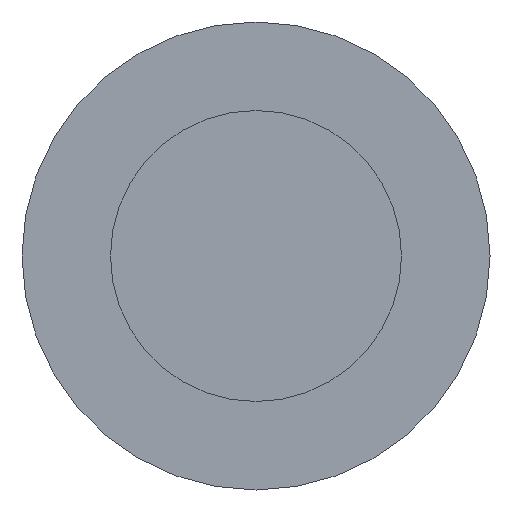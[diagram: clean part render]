
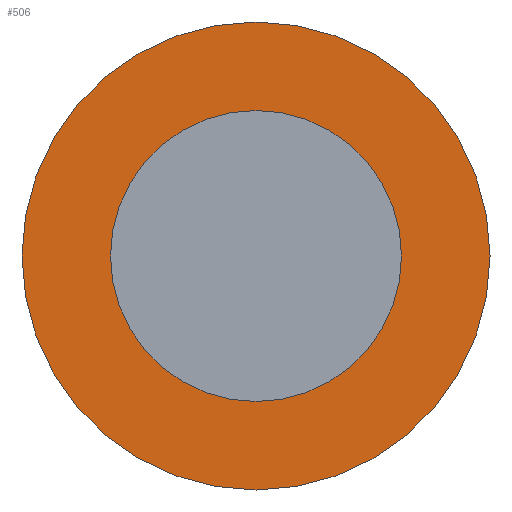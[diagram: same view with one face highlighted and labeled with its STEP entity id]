
A CAD part, front view. The second image highlights one B-rep face of the part: STEP entity #506.
In plain terms, the highlighted planar face has unit normal (0, -1, 0).
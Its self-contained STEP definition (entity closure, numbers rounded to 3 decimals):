
#2 = CARTESIAN_POINT ( 'NONE',  ( 0., 120., 0. ) ) ;
#7 = AXIS2_PLACEMENT_3D ( 'NONE', #2, #350, #142 ) ;
#48 = FACE_OUTER_BOUND ( 'NONE', #478, .T. ) ;
#70 = EDGE_CURVE ( 'NONE', #768, #722, #649, .T. ) ;
#76 = EDGE_LOOP ( 'NONE', ( #817, #349 ) ) ;
#111 = DIRECTION ( 'NONE',  ( 0., 0., 1. ) ) ;
#123 = CIRCLE ( 'NONE', #443, 160. ) ;
#142 = DIRECTION ( 'NONE',  ( 0., 0., 1. ) ) ;
#148 = CARTESIAN_POINT ( 'NONE',  ( 0., 120., -160. ) ) ;
#229 = ORIENTED_EDGE ( 'NONE', *, *, #921, .F. ) ;
#247 = CARTESIAN_POINT ( 'NONE',  ( 0., 120., 0. ) ) ;
#261 = FACE_BOUND ( 'NONE', #76, .T. ) ;
#266 = DIRECTION ( 'NONE',  ( 0., 1., 0. ) ) ;
#275 = CARTESIAN_POINT ( 'NONE',  ( 0., 120., -99.5 ) ) ;
#284 = DIRECTION ( 'NONE',  ( 0., 0., 1. ) ) ;
#324 = AXIS2_PLACEMENT_3D ( 'NONE', #247, #824, #454 ) ;
#333 = ORIENTED_EDGE ( 'NONE', *, *, #659, .F. ) ;
#339 = CARTESIAN_POINT ( 'NONE',  ( 0., 120., 99.5 ) ) ;
#349 = ORIENTED_EDGE ( 'NONE', *, *, #70, .T. ) ;
#350 = DIRECTION ( 'NONE',  ( 0., 1., 0. ) ) ;
#352 = DIRECTION ( 'NONE',  ( 0., 1., 0. ) ) ;
#417 = DIRECTION ( 'NONE',  ( 0., 0., 1. ) ) ;
#443 = AXIS2_PLACEMENT_3D ( 'NONE', #813, #902, #111 ) ;
#454 = DIRECTION ( 'NONE',  ( 0., 0., 1. ) ) ;
#478 = EDGE_LOOP ( 'NONE', ( #229, #333 ) ) ;
#506 = ADVANCED_FACE ( 'NONE', ( #261, #48 ), #919, .F. ) ;
#536 = CARTESIAN_POINT ( 'NONE',  ( 0., 120., 160. ) ) ;
#616 = VERTEX_POINT ( 'NONE', #536 ) ;
#621 = AXIS2_PLACEMENT_3D ( 'NONE', #729, #352, #284 ) ;
#635 = AXIS2_PLACEMENT_3D ( 'NONE', #840, #266, #417 ) ;
#649 = CIRCLE ( 'NONE', #324, 99.5 ) ;
#659 = EDGE_CURVE ( 'NONE', #616, #892, #123, .T. ) ;
#722 = VERTEX_POINT ( 'NONE', #275 ) ;
#729 = CARTESIAN_POINT ( 'NONE',  ( 0., 120., 0. ) ) ;
#746 = CIRCLE ( 'NONE', #7, 99.5 ) ;
#768 = VERTEX_POINT ( 'NONE', #339 ) ;
#790 = CIRCLE ( 'NONE', #621, 160. ) ;
#813 = CARTESIAN_POINT ( 'NONE',  ( 0., 120., 0. ) ) ;
#817 = ORIENTED_EDGE ( 'NONE', *, *, #893, .T. ) ;
#824 = DIRECTION ( 'NONE',  ( 0., 1., 0. ) ) ;
#840 = CARTESIAN_POINT ( 'NONE',  ( 0., 120., 0. ) ) ;
#892 = VERTEX_POINT ( 'NONE', #148 ) ;
#893 = EDGE_CURVE ( 'NONE', #722, #768, #746, .T. ) ;
#902 = DIRECTION ( 'NONE',  ( 0., 1., 0. ) ) ;
#919 = PLANE ( 'NONE',  #635 ) ;
#921 = EDGE_CURVE ( 'NONE', #892, #616, #790, .T. ) ;
